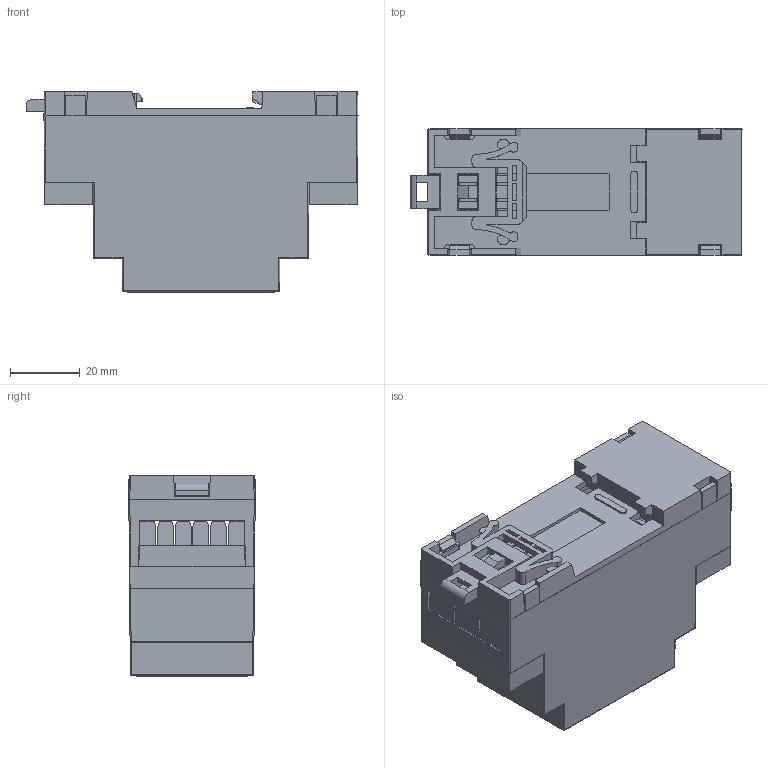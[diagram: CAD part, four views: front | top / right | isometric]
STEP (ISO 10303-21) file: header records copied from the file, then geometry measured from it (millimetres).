
FILE_DESCRIPTION (( 'STEP AP214' ), '1' );
FILE_NAME ('D2MG.STEP', '2013-06-06T07:12:35', ( 'NEF User' ), ( 'NEF User' ), 'SwSTEP 2.0', 'SolidWorks 2012', '' );
FILE_SCHEMA (( 'AUTOMOTIVE_DESIGN' ));
Length unit declared in the file: millimetre
Products named in the file (1): D2MG
Bounding box: 95.36 x 36.3 x 57.7 mm (x, y, z)
Volume: 32444.9 mm3; surface area: 45718 mm2
Topology: 6 solids, 6 shells, 802 faces, 2358 edges, 1536 vertices
Faces by surface type: plane 601, cylinder 163, cone 22, bspline 16
Entity records: 27453 total; most frequent: CARTESIAN_POINT 5747, ORIENTED_EDGE 4700, DIRECTION 4268, EDGE_CURVE 2350, VECTOR 1894, LINE 1894, VERTEX_POINT 1536, AXIS2_PLACEMENT_3D 1187
